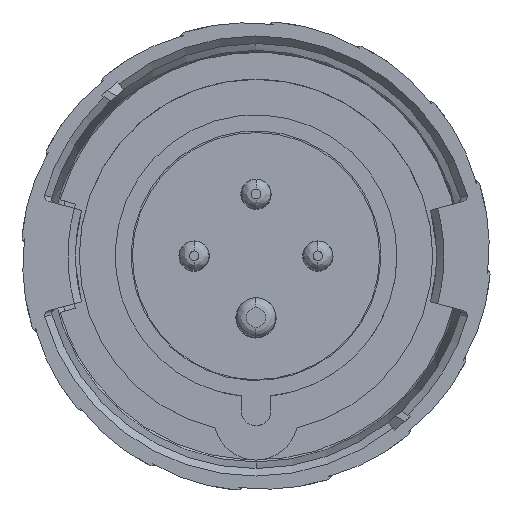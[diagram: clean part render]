
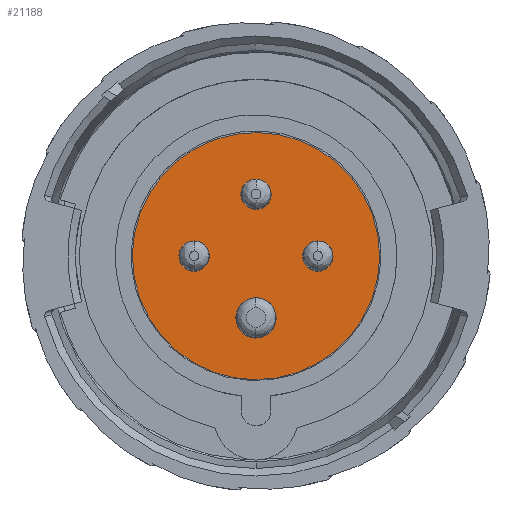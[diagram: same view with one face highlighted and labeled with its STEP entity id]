
A CAD part, top view. The second image highlights one B-rep face of the part: STEP entity #21188.
In plain terms, the highlighted planar face has unit normal (0, 0, 1).
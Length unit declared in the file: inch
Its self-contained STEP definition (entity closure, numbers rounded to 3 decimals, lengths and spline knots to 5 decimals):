
#20597=CARTESIAN_POINT('',(0.,0.,4.47001));
#20598=DIRECTION('',(0.,0.,-1.));
#20599=DIRECTION('',(0.983,-0.182,0.));
#20600=AXIS2_PLACEMENT_3D('',#20597,#20598,#20599);
#20602=CARTESIAN_POINT('',(0.,0.,4.47001));
#20603=DIRECTION('',(0.,0.,-1.));
#20604=DIRECTION('',(-0.983,0.182,0.));
#20605=AXIS2_PLACEMENT_3D('',#20602,#20603,#20604);
#20607=CARTESIAN_POINT('',(0.49213,0.,4.47001));
#20608=DIRECTION('',(0.,0.,1.));
#20609=DIRECTION('',(0.983,-0.182,0.));
#20610=AXIS2_PLACEMENT_3D('',#20607,#20608,#20609);
#20612=CARTESIAN_POINT('',(0.49213,0.,4.47001));
#20613=DIRECTION('',(0.,0.,1.));
#20614=DIRECTION('',(-0.983,0.182,0.));
#20615=AXIS2_PLACEMENT_3D('',#20612,#20613,#20614);
#20617=CARTESIAN_POINT('',(0.,0.49213,4.47001));
#20618=DIRECTION('',(0.,0.,1.));
#20619=DIRECTION('',(0.983,-0.182,0.));
#20620=AXIS2_PLACEMENT_3D('',#20617,#20618,#20619);
#20622=CARTESIAN_POINT('',(0.,0.49213,4.47001));
#20623=DIRECTION('',(0.,0.,1.));
#20624=DIRECTION('',(-0.983,0.182,0.));
#20625=AXIS2_PLACEMENT_3D('',#20622,#20623,#20624);
#20627=CARTESIAN_POINT('',(-0.49213,0.,4.47001));
#20628=DIRECTION('',(0.,0.,1.));
#20629=DIRECTION('',(0.983,-0.182,0.));
#20630=AXIS2_PLACEMENT_3D('',#20627,#20628,#20629);
#20632=CARTESIAN_POINT('',(-0.49213,0.,4.47001));
#20633=DIRECTION('',(0.,0.,1.));
#20634=DIRECTION('',(-0.983,0.182,0.));
#20635=AXIS2_PLACEMENT_3D('',#20632,#20633,#20634);
#20637=CARTESIAN_POINT('',(0.,-0.49213,4.47001));
#20638=DIRECTION('',(0.,0.,1.));
#20639=DIRECTION('',(0.983,-0.182,0.));
#20640=AXIS2_PLACEMENT_3D('',#20637,#20638,#20639);
#20642=CARTESIAN_POINT('',(0.,-0.49213,4.47001));
#20643=DIRECTION('',(0.,0.,1.));
#20644=DIRECTION('',(-0.983,0.182,0.));
#20645=AXIS2_PLACEMENT_3D('',#20642,#20643,#20644);
#20951=CARTESIAN_POINT('',(0.96777,-0.17937,
4.47001));
#20952=VERTEX_POINT('',#20951);
#20953=CARTESIAN_POINT('',(-0.96777,0.17937,
4.47001));
#20954=VERTEX_POINT('',#20953);
#20955=CARTESIAN_POINT('',(0.64987,-0.02924,
4.47001));
#20956=CARTESIAN_POINT('',(0.33438,0.02924,
4.47001));
#20957=VERTEX_POINT('',#20955);
#20958=VERTEX_POINT('',#20956);
#20959=CARTESIAN_POINT('',(0.11904,0.47006,
4.47001));
#20960=CARTESIAN_POINT('',(-0.11904,0.51419,
4.47001));
#20961=VERTEX_POINT('',#20959);
#20962=VERTEX_POINT('',#20960);
#20963=CARTESIAN_POINT('',(-0.37309,-0.02206,
4.47001));
#20964=CARTESIAN_POINT('',(-0.61116,0.02206,
4.47001));
#20965=VERTEX_POINT('',#20963);
#20966=VERTEX_POINT('',#20964);
#20967=CARTESIAN_POINT('',(0.11904,-0.51419,
4.47001));
#20968=CARTESIAN_POINT('',(-0.11904,-0.47006,
4.47001));
#20969=VERTEX_POINT('',#20967);
#20970=VERTEX_POINT('',#20968);
#21155=CARTESIAN_POINT('',(0.,0.,4.47001));
#21156=DIRECTION('',(0.,0.,1.));
#21157=DIRECTION('',(0.983,-0.182,0.));
#21158=AXIS2_PLACEMENT_3D('',#21155,#21156,#21157);
#21159=PLANE('',#21158);
#21160=ORIENTED_EDGE('',*,*,#21150,.T.);
#21161=ORIENTED_EDGE('',*,*,#21134,.T.);
#21162=EDGE_LOOP('',(#21160,#21161));
#21163=FACE_OUTER_BOUND('',#21162,.F.);
#21165=ORIENTED_EDGE('',*,*,#21164,.T.);
#21167=ORIENTED_EDGE('',*,*,#21166,.T.);
#21168=EDGE_LOOP('',(#21165,#21167));
#21169=FACE_BOUND('',#21168,.F.);
#21171=ORIENTED_EDGE('',*,*,#21170,.T.);
#21173=ORIENTED_EDGE('',*,*,#21172,.T.);
#21174=EDGE_LOOP('',(#21171,#21173));
#21175=FACE_BOUND('',#21174,.F.);
#21177=ORIENTED_EDGE('',*,*,#21176,.T.);
#21179=ORIENTED_EDGE('',*,*,#21178,.T.);
#21180=EDGE_LOOP('',(#21177,#21179));
#21181=FACE_BOUND('',#21180,.F.);
#21183=ORIENTED_EDGE('',*,*,#21182,.T.);
#21185=ORIENTED_EDGE('',*,*,#21184,.T.);
#21186=EDGE_LOOP('',(#21183,#21185));
#21187=FACE_BOUND('',#21186,.F.);
#21188=ADVANCED_FACE('',(#21163,#21169,#21175,#21181,#21187),#21159,.T.);
#20601=CIRCLE('',#20600,0.98425);
#20606=CIRCLE('',#20605,0.98425);
#20611=CIRCLE('',#20610,0.16043);
#20616=CIRCLE('',#20615,0.16043);
#20621=CIRCLE('',#20620,0.12106);
#20626=CIRCLE('',#20625,0.12106);
#20631=CIRCLE('',#20630,0.12106);
#20636=CIRCLE('',#20635,0.12106);
#20641=CIRCLE('',#20640,0.12106);
#20646=CIRCLE('',#20645,0.12106);
#21134=EDGE_CURVE('',#20954,#20952,#20606,.T.);
#21150=EDGE_CURVE('',#20952,#20954,#20601,.T.);
#21164=EDGE_CURVE('',#20957,#20958,#20611,.T.);
#21166=EDGE_CURVE('',#20958,#20957,#20616,.T.);
#21170=EDGE_CURVE('',#20961,#20962,#20621,.T.);
#21172=EDGE_CURVE('',#20962,#20961,#20626,.T.);
#21176=EDGE_CURVE('',#20965,#20966,#20631,.T.);
#21178=EDGE_CURVE('',#20966,#20965,#20636,.T.);
#21182=EDGE_CURVE('',#20969,#20970,#20641,.T.);
#21184=EDGE_CURVE('',#20970,#20969,#20646,.T.);
